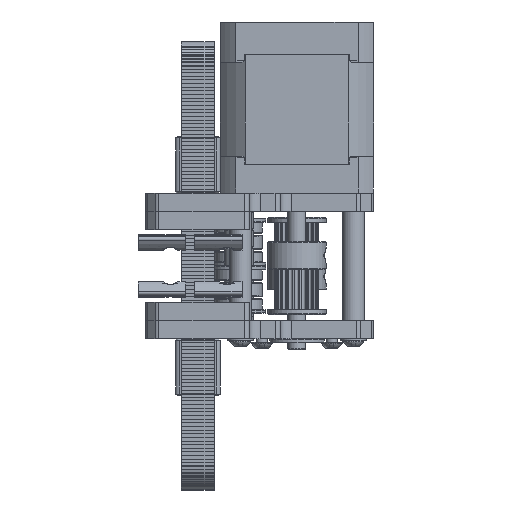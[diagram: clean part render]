
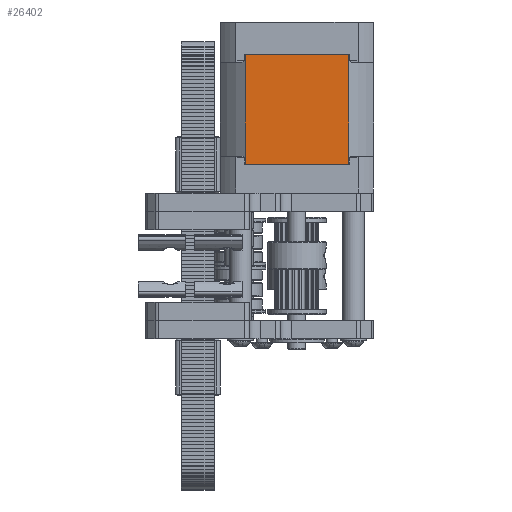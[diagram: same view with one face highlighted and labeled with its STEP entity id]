
A CAD part, left-side view. The second image highlights one B-rep face of the part: STEP entity #26402.
In plain terms, the highlighted face is planar.
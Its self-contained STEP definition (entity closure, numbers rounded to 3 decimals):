
#1128=PLANE('',#28618);
#2352=FACE_OUTER_BOUND('',#3822,.T.);
#3822=EDGE_LOOP('',(#19897,#19898,#19899,#19900,#19901,#19902,#19903,#19904,
#19905,#19906,#19907,#19908));
#5291=LINE('',#41377,#8221);
#5297=LINE('',#41407,#8227);
#5309=LINE('',#41445,#8239);
#5311=LINE('',#41450,#8241);
#5313=LINE('',#41456,#8243);
#5371=LINE('',#41662,#8301);
#5372=LINE('',#41667,#8302);
#5373=LINE('',#41671,#8303);
#5375=LINE('',#41679,#8305);
#5377=LINE('',#41683,#8307);
#5378=LINE('',#41685,#8308);
#5387=LINE('',#41716,#8317);
#8221=VECTOR('',#32121,5.724);
#8227=VECTOR('',#32145,30.2);
#8239=VECTOR('',#32185,0.1);
#8241=VECTOR('',#32189,5.724);
#8243=VECTOR('',#32195,0.1);
#8301=VECTOR('',#32393,30.2);
#8302=VECTOR('',#32400,17.012);
#8303=VECTOR('',#32405,0.1);
#8305=VECTOR('',#32411,0.1);
#8307=VECTOR('',#32417,5.724);
#8308=VECTOR('',#32420,5.724);
#8317=VECTOR('',#32455,17.012);
#12128=VERTEX_POINT('',#41374);
#12129=VERTEX_POINT('',#41376);
#12138=VERTEX_POINT('',#41406);
#12150=VERTEX_POINT('',#41443);
#12152=VERTEX_POINT('',#41449);
#12154=VERTEX_POINT('',#41455);
#12219=VERTEX_POINT('',#41659);
#12220=VERTEX_POINT('',#41661);
#12221=VERTEX_POINT('',#41665);
#12222=VERTEX_POINT('',#41669);
#12225=VERTEX_POINT('',#41676);
#12226=VERTEX_POINT('',#41678);
#14955=EDGE_CURVE('',#12128,#12129,#5291,.T.);
#14968=EDGE_CURVE('',#12129,#12138,#5297,.T.);
#14988=EDGE_CURVE('',#12128,#12150,#5309,.T.);
#14990=EDGE_CURVE('',#12138,#12152,#5311,.T.);
#14993=EDGE_CURVE('',#12154,#12152,#5313,.T.);
#15090=EDGE_CURVE('',#12220,#12219,#5371,.T.);
#15093=EDGE_CURVE('',#12150,#12221,#5372,.T.);
#15095=EDGE_CURVE('',#12221,#12222,#5373,.T.);
#15098=EDGE_CURVE('',#12226,#12225,#5375,.T.);
#15101=EDGE_CURVE('',#12219,#12226,#5377,.T.);
#15102=EDGE_CURVE('',#12222,#12220,#5378,.T.);
#15117=EDGE_CURVE('',#12225,#12154,#5387,.T.);
#19897=ORIENTED_EDGE('',*,*,#15093,.T.);
#19898=ORIENTED_EDGE('',*,*,#15095,.T.);
#19899=ORIENTED_EDGE('',*,*,#15102,.T.);
#19900=ORIENTED_EDGE('',*,*,#15090,.T.);
#19901=ORIENTED_EDGE('',*,*,#15101,.T.);
#19902=ORIENTED_EDGE('',*,*,#15098,.T.);
#19903=ORIENTED_EDGE('',*,*,#15117,.T.);
#19904=ORIENTED_EDGE('',*,*,#14993,.T.);
#19905=ORIENTED_EDGE('',*,*,#14990,.F.);
#19906=ORIENTED_EDGE('',*,*,#14968,.F.);
#19907=ORIENTED_EDGE('',*,*,#14955,.F.);
#19908=ORIENTED_EDGE('',*,*,#14988,.T.);
#26402=ADVANCED_FACE('',(#2352),#1128,.T.);
#28618=AXIS2_PLACEMENT_3D('',#41715,#32453,#32454);
#32121=DIRECTION('',(0.,1.,0.));
#32145=DIRECTION('',(0.,0.,-1.));
#32185=DIRECTION('',(0.,0.,1.));
#32189=DIRECTION('',(0.,-1.,0.));
#32195=DIRECTION('',(0.,0.,1.));
#32393=DIRECTION('',(0.,0.,-1.));
#32400=DIRECTION('',(0.,-1.,0.));
#32405=DIRECTION('',(0.,0.,-1.));
#32411=DIRECTION('',(0.,0.,-1.));
#32417=DIRECTION('',(0.,1.,0.));
#32420=DIRECTION('',(0.,-1.,0.));
#32453=DIRECTION('center_axis',(1.,0.,0.));
#32454=DIRECTION('ref_axis',(0.,0.,
-1.));
#32455=DIRECTION('',(0.,1.,0.));
#41374=CARTESIAN_POINT('',(21.1,8.506,10.66));
#41376=CARTESIAN_POINT('',(21.1,14.23,10.66));
#41377=CARTESIAN_POINT('',(21.1,8.506,10.66));
#41406=CARTESIAN_POINT('',(21.1,14.23,-19.54));
#41407=CARTESIAN_POINT('',(21.1,14.23,10.66));
#41443=CARTESIAN_POINT('',(21.1,8.506,10.76));
#41445=CARTESIAN_POINT('',(21.1,8.506,10.66));
#41449=CARTESIAN_POINT('',(21.1,8.506,-19.54));
#41450=CARTESIAN_POINT('',(21.1,14.23,-19.54));
#41455=CARTESIAN_POINT('',(21.1,8.506,-19.64));
#41456=CARTESIAN_POINT('',(21.1,8.506,-19.64));
#41659=CARTESIAN_POINT('',(21.1,-14.23,-19.54));
#41661=CARTESIAN_POINT('',(21.1,-14.23,10.66));
#41662=CARTESIAN_POINT('',(21.1,-14.23,10.66));
#41665=CARTESIAN_POINT('',(21.1,-8.506,10.76));
#41667=CARTESIAN_POINT('',(21.1,8.506,10.76));
#41669=CARTESIAN_POINT('',(21.1,-8.506,10.66));
#41671=CARTESIAN_POINT('',(21.1,-8.506,10.76));
#41676=CARTESIAN_POINT('',(21.1,-8.506,-19.64));
#41678=CARTESIAN_POINT('',(21.1,-8.506,-19.54));
#41679=CARTESIAN_POINT('',(21.1,-8.506,-19.54));
#41683=CARTESIAN_POINT('',(21.1,-14.23,-19.54));
#41685=CARTESIAN_POINT('',(21.1,-8.506,10.66));
#41715=CARTESIAN_POINT('Origin',(21.1,-14.231,10.761));
#41716=CARTESIAN_POINT('',(21.1,-8.506,-19.64));
